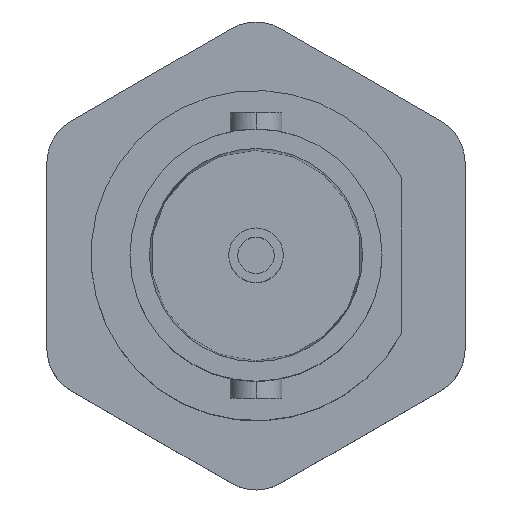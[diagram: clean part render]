
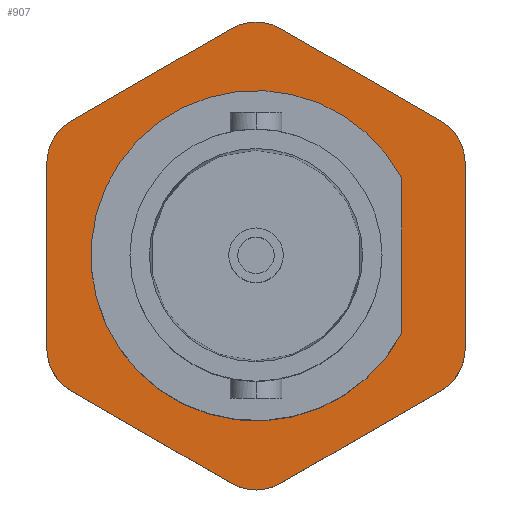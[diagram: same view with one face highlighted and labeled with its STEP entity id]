
A CAD part, top view. The second image highlights one B-rep face of the part: STEP entity #907.
In plain terms, the highlighted planar face has unit normal (0, 0, 1).
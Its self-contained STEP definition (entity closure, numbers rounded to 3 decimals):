
#216=DIRECTION('',(-0.866,-0.5,0.));
#217=VECTOR('',#216,7.091);
#218=CARTESIAN_POINT('',(-0.955,8.744,2.1));
#219=LINE('',#218,#217);
#220=CARTESIAN_POINT('',(0.,7.091,2.1));
#221=DIRECTION('',(0.,0.,-1.));
#222=DIRECTION('',(-0.5,0.866,0.));
#223=AXIS2_PLACEMENT_3D('',#220,#221,#222);
#225=DIRECTION('',(-0.866,0.5,0.));
#226=VECTOR('',#225,7.091);
#227=CARTESIAN_POINT('',(7.095,5.199,2.1));
#228=LINE('',#227,#226);
#229=CARTESIAN_POINT('',(6.141,3.545,2.1));
#230=DIRECTION('',(0.,0.,-1.));
#231=DIRECTION('',(0.5,0.866,0.));
#232=AXIS2_PLACEMENT_3D('',#229,#230,#231);
#234=DIRECTION('',(0.,1.,0.));
#235=VECTOR('',#234,7.091);
#236=CARTESIAN_POINT('',(8.05,-3.545,2.1));
#237=LINE('',#236,#235);
#238=CARTESIAN_POINT('',(6.141,-3.545,2.1));
#239=DIRECTION('',(0.,0.,-1.));
#240=DIRECTION('',(1.,0.,0.));
#241=AXIS2_PLACEMENT_3D('',#238,#239,#240);
#243=DIRECTION('',(0.866,0.5,0.));
#244=VECTOR('',#243,7.091);
#245=CARTESIAN_POINT('',(0.955,-8.744,2.1));
#246=LINE('',#245,#244);
#247=CARTESIAN_POINT('',(0.,-7.091,2.1));
#248=DIRECTION('',(0.,0.,-1.));
#249=DIRECTION('',(0.5,-0.866,0.));
#250=AXIS2_PLACEMENT_3D('',#247,#248,#249);
#252=DIRECTION('',(0.866,-0.5,0.));
#253=VECTOR('',#252,7.091);
#254=CARTESIAN_POINT('',(-7.095,-5.199,2.1));
#255=LINE('',#254,#253);
#256=CARTESIAN_POINT('',(-6.141,-3.545,2.1));
#257=DIRECTION('',(0.,0.,-1.));
#258=DIRECTION('',(-0.5,-0.866,0.));
#259=AXIS2_PLACEMENT_3D('',#256,#257,#258);
#261=DIRECTION('',(0.,-1.,0.));
#262=VECTOR('',#261,7.091);
#263=CARTESIAN_POINT('',(-8.05,3.545,2.1));
#264=LINE('',#263,#262);
#265=CARTESIAN_POINT('',(-6.141,3.545,2.1));
#266=DIRECTION('',(0.,0.,-1.));
#267=DIRECTION('',(-1.,0.,0.));
#268=AXIS2_PLACEMENT_3D('',#265,#266,#267);
#270=DIRECTION('',(0.,-1.,0.));
#271=VECTOR('',#270,5.987);
#272=CARTESIAN_POINT('',(5.6,2.994,2.1));
#273=LINE('',#272,#271);
#497=CARTESIAN_POINT('',(0.,0.,2.1));
#498=DIRECTION('',(0.,0.,-1.));
#499=DIRECTION('',(0.882,-0.471,0.));
#500=AXIS2_PLACEMENT_3D('',#497,#498,#499);
#818=CARTESIAN_POINT('',(-0.955,8.744,2.1));
#819=CARTESIAN_POINT('',(-7.095,5.199,2.1));
#820=VERTEX_POINT('',#818);
#821=VERTEX_POINT('',#819);
#822=CARTESIAN_POINT('',(-8.05,3.545,2.1));
#823=VERTEX_POINT('',#822);
#824=CARTESIAN_POINT('',(-8.05,-3.545,2.1));
#825=VERTEX_POINT('',#824);
#826=CARTESIAN_POINT('',(-7.095,-5.199,2.1));
#827=VERTEX_POINT('',#826);
#828=CARTESIAN_POINT('',(-0.955,-8.744,2.1));
#829=VERTEX_POINT('',#828);
#830=CARTESIAN_POINT('',(0.955,-8.744,2.1));
#831=VERTEX_POINT('',#830);
#832=CARTESIAN_POINT('',(7.095,-5.199,2.1));
#833=VERTEX_POINT('',#832);
#834=CARTESIAN_POINT('',(8.05,-3.545,2.1));
#835=VERTEX_POINT('',#834);
#836=CARTESIAN_POINT('',(8.05,3.545,2.1));
#837=VERTEX_POINT('',#836);
#838=CARTESIAN_POINT('',(7.095,5.199,2.1));
#839=VERTEX_POINT('',#838);
#840=CARTESIAN_POINT('',(0.955,8.744,2.1));
#841=VERTEX_POINT('',#840);
#846=CARTESIAN_POINT('',(5.6,2.994,2.1));
#847=VERTEX_POINT('',#846);
#848=CARTESIAN_POINT('',(5.6,-2.994,2.1));
#849=VERTEX_POINT('',#848);
#870=CARTESIAN_POINT('',(0.,0.,2.1));
#871=DIRECTION('',(0.,0.,-1.));
#872=DIRECTION('',(0.,-1.,0.));
#873=AXIS2_PLACEMENT_3D('',#870,#871,#872);
#874=PLANE('',#873);
#876=ORIENTED_EDGE('',*,*,#875,.F.);
#878=ORIENTED_EDGE('',*,*,#877,.T.);
#880=ORIENTED_EDGE('',*,*,#879,.F.);
#882=ORIENTED_EDGE('',*,*,#881,.T.);
#884=ORIENTED_EDGE('',*,*,#883,.F.);
#886=ORIENTED_EDGE('',*,*,#885,.T.);
#888=ORIENTED_EDGE('',*,*,#887,.F.);
#890=ORIENTED_EDGE('',*,*,#889,.T.);
#892=ORIENTED_EDGE('',*,*,#891,.F.);
#894=ORIENTED_EDGE('',*,*,#893,.T.);
#896=ORIENTED_EDGE('',*,*,#895,.F.);
#898=ORIENTED_EDGE('',*,*,#897,.T.);
#899=EDGE_LOOP('',(#876,#878,#880,#882,#884,#886,#888,#890,#892,#894,#896,
#898));
#900=FACE_OUTER_BOUND('',#899,.F.);
#902=ORIENTED_EDGE('',*,*,#901,.F.);
#904=ORIENTED_EDGE('',*,*,#903,.F.);
#905=EDGE_LOOP('',(#902,#904));
#906=FACE_BOUND('',#905,.F.);
#224=CIRCLE('',#223,1.909);
#233=CIRCLE('',#232,1.909);
#242=CIRCLE('',#241,1.909);
#251=CIRCLE('',#250,1.909);
#260=CIRCLE('',#259,1.909);
#269=CIRCLE('',#268,1.909);
#501=CIRCLE('',#500,6.35);
#875=EDGE_CURVE('',#820,#821,#219,.T.);
#877=EDGE_CURVE('',#820,#841,#224,.T.);
#879=EDGE_CURVE('',#839,#841,#228,.T.);
#881=EDGE_CURVE('',#839,#837,#233,.T.);
#883=EDGE_CURVE('',#835,#837,#237,.T.);
#885=EDGE_CURVE('',#835,#833,#242,.T.);
#887=EDGE_CURVE('',#831,#833,#246,.T.);
#889=EDGE_CURVE('',#831,#829,#251,.T.);
#891=EDGE_CURVE('',#827,#829,#255,.T.);
#893=EDGE_CURVE('',#827,#825,#260,.T.);
#895=EDGE_CURVE('',#823,#825,#264,.T.);
#897=EDGE_CURVE('',#823,#821,#269,.T.);
#901=EDGE_CURVE('',#849,#847,#501,.T.);
#903=EDGE_CURVE('',#847,#849,#273,.T.);
#907=ADVANCED_FACE('',(#900,#906),#874,.F.);
